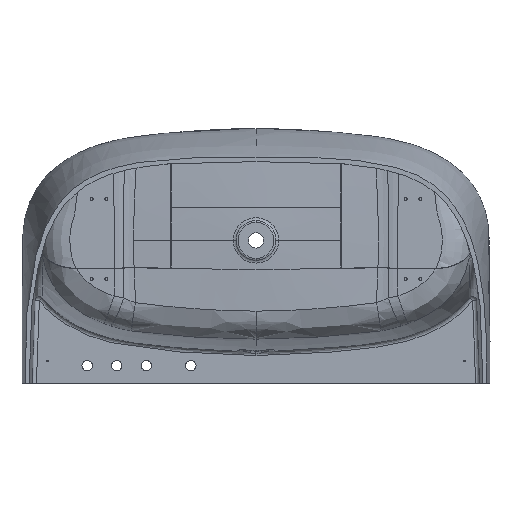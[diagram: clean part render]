
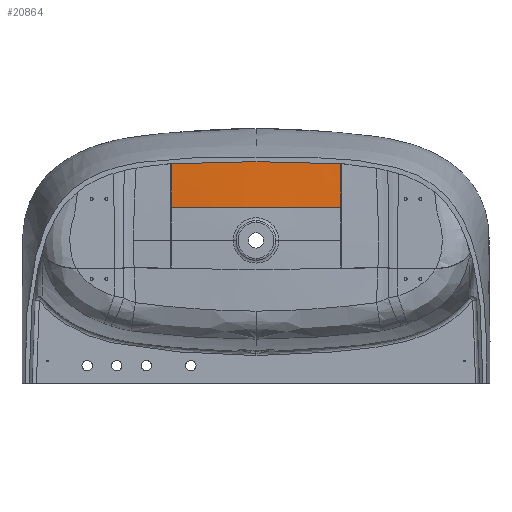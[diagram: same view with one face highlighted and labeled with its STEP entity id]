
A CAD part, front view. The second image highlights one B-rep face of the part: STEP entity #20864.
In plain terms, the highlighted conical face has half-angle 88 degrees and reference radius 43.058 mm.
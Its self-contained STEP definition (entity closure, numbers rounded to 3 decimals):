
#741 = CARTESIAN_POINT ( 'NONE',  ( 83.548, 137.367, 111.807 ) ) ;
#1271 = CARTESIAN_POINT ( 'NONE',  ( 95.49, 137.631, 111.784 ) ) ;
#1275 = ORIENTED_EDGE ( 'NONE', *, *, #44026, .T. ) ;
#1348 = ORIENTED_EDGE ( 'NONE', *, *, #19193, .T. ) ;
#1543 = CARTESIAN_POINT ( 'NONE',  ( 238.766, 141.699, 111.428 ) ) ;
#2092 = CARTESIAN_POINT ( 'NONE',  ( -286.358, 145.138, 222.21 ) ) ;
#2191 = CARTESIAN_POINT ( 'NONE',  ( -190.859, 144.381, 282.101 ) ) ;
#4117 = B_SPLINE_CURVE_WITH_KNOTS ( 'NONE', 3,
 ( #43687, #52625, #10063, #15460, #10855, #48012, #2191, #43954, #22788, #52088 ),
 .UNSPECIFIED., .F., .F.,
 ( 4, 2, 2, 2, 4 ),
 ( 0., 0.072, 0.143, 0.215, 0.286 ),
 .UNSPECIFIED. ) ;
#5343 = CARTESIAN_POINT ( 'NONE',  ( -23.945, 136.482, 111.885 ) ) ;
#5615 = CARTESIAN_POINT ( 'NONE',  ( -47.828, 136.736, 111.862 ) ) ;
#5633 = CARTESIAN_POINT ( 'NONE',  ( -286.247, 146.432, 277.662 ) ) ;
#5873 = CARTESIAN_POINT ( 'NONE',  ( 167.083, 143.949, 282.718 ) ) ;
#8012 = DIRECTION ( 'NONE',  ( 0., 1., 0. ) ) ;
#8199 = VERTEX_POINT ( 'NONE', #13951 ) ;
#8622 = CARTESIAN_POINT ( 'NONE',  ( 23.833, 136.481, 111.885 ) ) ;
#9677 = CARTESIAN_POINT ( 'NONE',  ( -59.767, 136.921, 111.846 ) ) ;
#10063 = CARTESIAN_POINT ( 'NONE',  ( -47.652, 142.548, 284.525 ) ) ;
#10855 = CARTESIAN_POINT ( 'NONE',  ( -119.267, 143.224, 283.619 ) ) ;
#11297 = CARTESIAN_POINT ( 'NONE',  ( 286.247, 146.433, 277.691 ) ) ;
#11565 = CARTESIAN_POINT ( 'NONE',  ( 286.45, 144.053, 166.764 ) ) ;
#11831 = CARTESIAN_POINT ( 'NONE',  ( 286.49, 143.59, 139.03 ) ) ;
#13475 = CARTESIAN_POINT ( 'NONE',  ( -119.451, 138.21, 111.733 ) ) ;
#13951 = CARTESIAN_POINT ( 'NONE',  ( -286.247, 146.432, 277.662 ) ) ;
#14003 = CARTESIAN_POINT ( 'NONE',  ( 131.311, 143.409, 283.474 ) ) ;
#15460 = CARTESIAN_POINT ( 'NONE',  ( -95.397, 142.935, 283.939 ) ) ;
#16145 = DIRECTION ( 'NONE',  ( -1., 0., 0. ) ) ;
#16695 = ORIENTED_EDGE ( 'NONE', *, *, #40634, .T. ) ;
#16921 = VERTEX_POINT ( 'NONE', #35032 ) ;
#16942 = FACE_OUTER_BOUND ( 'NONE', #34639, .T. ) ;
#17276 = CARTESIAN_POINT ( 'NONE',  ( 191.011, 140.221, 111.557 ) ) ;
#17537 = CARTESIAN_POINT ( 'NONE',  ( 11.889, 136.413, 111.891 ) ) ;
#17802 = CARTESIAN_POINT ( 'NONE',  ( -238.789, 141.7, 111.428 ) ) ;
#18073 = CARTESIAN_POINT ( 'NONE',  ( -131.386, 138.523, 111.706 ) ) ;
#18333 = CARTESIAN_POINT ( 'NONE',  ( 0.101, 142.455, 284.899 ) ) ;
#18600 = CARTESIAN_POINT ( 'NONE',  ( 262.429, 145.874, 279.248 ) ) ;
#18886 = CARTESIAN_POINT ( 'NONE',  ( -286.519, 143.24, 111.293 ) ) ;
#19193 = EDGE_CURVE ( 'NONE', #16921, #25686, #28841, .T. ) ;
#19409 = VERTEX_POINT ( 'NONE', #50909 ) ;
#19693 = CARTESIAN_POINT ( 'NONE',  ( 286.358, 145.139, 222.23 ) ) ;
#20864 = ADVANCED_FACE ( 'NONE', ( #16942 ), #53455, .T. ) ;
#21339 = CARTESIAN_POINT ( 'NONE',  ( -12.002, 136.414, 111.891 ) ) ;
#22156 = CARTESIAN_POINT ( 'NONE',  ( -286.45, 144.053, 166.754 ) ) ;
#22212 = B_SPLINE_CURVE_WITH_KNOTS ( 'NONE', 3,
 ( #30812, #18600, #42770, #43037, #5873, #14003, #38696, #30544, #47360, #25940, #34352, #18333 ),
 .UNSPECIFIED., .F., .F.,
 ( 4, 2, 2, 2, 2, 4 ),
 ( 0.001, 0.073, 0.144, 0.18, 0.216, 0.287 ),
 .UNSPECIFIED. ) ;
#22788 = CARTESIAN_POINT ( 'NONE',  ( -262.413, 145.873, 279.238 ) ) ;
#23879 = EDGE_CURVE ( 'NONE', #19409, #50321, #22212, .T. ) ;
#25682 = CARTESIAN_POINT ( 'NONE',  ( -262.654, 142.464, 111.361 ) ) ;
#25686 = VERTEX_POINT ( 'NONE', #39367 ) ;
#25940 = CARTESIAN_POINT ( 'NONE',  ( 47.827, 142.557, 284.758 ) ) ;
#28622 = CARTESIAN_POINT ( 'NONE',  ( 0., 134.01, 0. ) ) ;
#28841 = B_SPLINE_CURVE_WITH_KNOTS ( 'NONE', 3,
 ( #38167, #25682, #17802, #37907, #42507, #18073, #13475, #30018, #46303, #9677, #5615, #5343, #21339, #17537, #8622, #34361, #34089, #741, #1271, #46565, #42243, #49853, #17276, #1543, #38436, #37647 ),
 .UNSPECIFIED., .F., .F.,
 ( 4, 2, 2, 2, 2, 2, 2, 2, 2, 2, 2, 2, 4 ),
 ( 2.064, 2.136, 2.207, 2.243, 2.279, 2.315, 2.351, 2.386, 2.422, 2.458, 2.494, 2.565, 2.637 ),
 .UNSPECIFIED. ) ;
#30018 = CARTESIAN_POINT ( 'NONE',  ( -95.579, 137.633, 111.784 ) ) ;
#30544 = CARTESIAN_POINT ( 'NONE',  ( 95.536, 142.966, 284.117 ) ) ;
#30570 = CARTESIAN_POINT ( 'NONE',  ( 286.519, 143.24, 111.293 ) ) ;
#30812 = CARTESIAN_POINT ( 'NONE',  ( 286.247, 146.433, 277.691 ) ) ;
#30835 = CARTESIAN_POINT ( 'NONE',  ( -286.49, 143.59, 139.025 ) ) ;
#34089 = CARTESIAN_POINT ( 'NONE',  ( 59.663, 136.919, 111.846 ) ) ;
#34352 = CARTESIAN_POINT ( 'NONE',  ( 23.967, 142.455, 284.902 ) ) ;
#34361 = CARTESIAN_POINT ( 'NONE',  ( 47.721, 136.734, 111.863 ) ) ;
#34639 = EDGE_LOOP ( 'NONE', ( #1348, #39944, #52781, #1275, #16695 ) ) ;
#34917 = CARTESIAN_POINT ( 'NONE',  ( -286.305, 145.76, 249.937 ) ) ;
#35032 = CARTESIAN_POINT ( 'NONE',  ( -286.519, 143.24, 111.293 ) ) ;
#37006 = AXIS2_PLACEMENT_3D ( 'NONE', #28622, #8012, #16145 ) ;
#37069 = B_SPLINE_CURVE_WITH_KNOTS ( 'NONE', 3,
 ( #30570, #11831, #11565, #19693, #39782, #11297 ),
 .UNSPECIFIED., .F., .F.,
 ( 4, 2, 4 ),
 ( 0., 0.083, 0.166 ),
 .UNSPECIFIED. ) ;
#37647 = CARTESIAN_POINT ( 'NONE',  ( 286.519, 143.24, 111.293 ) ) ;
#37907 = CARTESIAN_POINT ( 'NONE',  ( -191.057, 140.222, 111.557 ) ) ;
#38167 = CARTESIAN_POINT ( 'NONE',  ( -286.519, 143.24, 111.293 ) ) ;
#38436 = CARTESIAN_POINT ( 'NONE',  ( 262.643, 142.464, 111.361 ) ) ;
#38696 = CARTESIAN_POINT ( 'NONE',  ( 119.387, 143.247, 283.698 ) ) ;
#39367 = CARTESIAN_POINT ( 'NONE',  ( 286.519, 143.24, 111.293 ) ) ;
#39782 = CARTESIAN_POINT ( 'NONE',  ( 286.305, 145.76, 249.961 ) ) ;
#39944 = ORIENTED_EDGE ( 'NONE', *, *, #40809, .T. ) ;
#40634 = EDGE_CURVE ( 'NONE', #8199, #16921, #49992, .T. ) ;
#40809 = EDGE_CURVE ( 'NONE', #25686, #19409, #37069, .T. ) ;
#42243 = CARTESIAN_POINT ( 'NONE',  ( 131.313, 138.521, 111.706 ) ) ;
#42507 = CARTESIAN_POINT ( 'NONE',  ( -167.19, 139.507, 111.62 ) ) ;
#42770 = CARTESIAN_POINT ( 'NONE',  ( 238.6, 145.344, 280.367 ) ) ;
#43037 = CARTESIAN_POINT ( 'NONE',  ( 190.926, 144.382, 282.102 ) ) ;
#43687 = CARTESIAN_POINT ( 'NONE',  ( 0.101, 142.455, 284.899 ) ) ;
#43954 = CARTESIAN_POINT ( 'NONE',  ( -238.567, 145.344, 280.37 ) ) ;
#44026 = EDGE_CURVE ( 'NONE', #50321, #8199, #4117, .T. ) ;
#46303 = CARTESIAN_POINT ( 'NONE',  ( -83.643, 137.369, 111.807 ) ) ;
#46565 = CARTESIAN_POINT ( 'NONE',  ( 119.372, 138.208, 111.734 ) ) ;
#47360 = CARTESIAN_POINT ( 'NONE',  ( 83.61, 142.847, 284.308 ) ) ;
#48012 = CARTESIAN_POINT ( 'NONE',  ( -166.998, 143.947, 282.699 ) ) ;
#49853 = CARTESIAN_POINT ( 'NONE',  ( 167.133, 139.506, 111.62 ) ) ;
#49992 = B_SPLINE_CURVE_WITH_KNOTS ( 'NONE', 3,
 ( #5633, #34917, #2092, #22156, #30835, #18886 ),
 .UNSPECIFIED., .F., .F.,
 ( 4, 2, 4 ),
 ( 0., 0.083, 0.166 ),
 .UNSPECIFIED. ) ;
#50321 = VERTEX_POINT ( 'NONE', #51121 ) ;
#50909 = CARTESIAN_POINT ( 'NONE',  ( 286.247, 146.433, 277.691 ) ) ;
#51121 = CARTESIAN_POINT ( 'NONE',  ( 0.101, 142.455, 284.899 ) ) ;
#52088 = CARTESIAN_POINT ( 'NONE',  ( -286.247, 146.432, 277.662 ) ) ;
#52625 = CARTESIAN_POINT ( 'NONE',  ( -23.778, 142.451, 284.786 ) ) ;
#52781 = ORIENTED_EDGE ( 'NONE', *, *, #23879, .T. ) ;
#53455 = CONICAL_SURFACE ( 'NONE', #37006, 43.058, 1.536 ) ;
